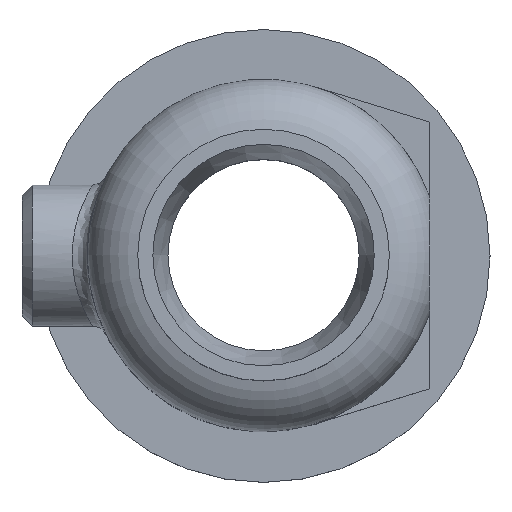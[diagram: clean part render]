
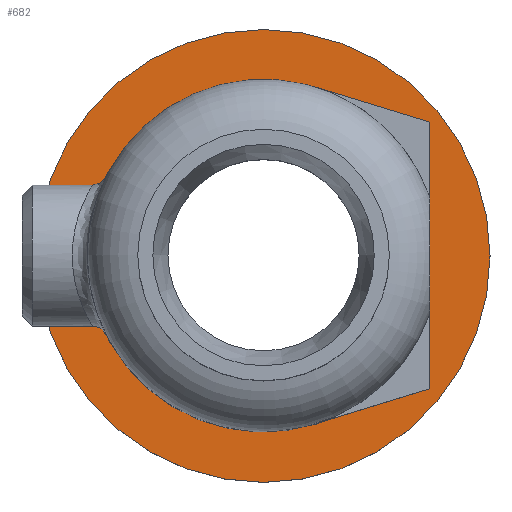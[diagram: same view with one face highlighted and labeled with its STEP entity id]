
A CAD part, top view. The second image highlights one B-rep face of the part: STEP entity #682.
In plain terms, the highlighted planar face has unit normal (0, 0, 1).
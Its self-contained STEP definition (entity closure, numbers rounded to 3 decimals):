
#26=PLANE('',#745);
#72=LINE('',#1560,#97);
#79=LINE('',#1617,#104);
#97=VECTOR('',#858,9.48);
#104=VECTOR('',#875,9.48);
#121=FACE_BOUND('',#254,.T.);
#202=FACE_OUTER_BOUND('',#253,.T.);
#253=EDGE_LOOP('',(#598));
#254=EDGE_LOOP('',(#599,#600,#601,#602));
#325=CIRCLE('',#711,35.);
#335=CIRCLE('',#746,45.);
#336=CIRCLE('',#747,28.);
#366=VERTEX_POINT('',#1126);
#367=VERTEX_POINT('',#1137);
#390=VERTEX_POINT('',#1559);
#395=VERTEX_POINT('',#1606);
#400=VERTEX_POINT('',#1631);
#431=EDGE_CURVE('',#367,#366,#325,.T.);
#462=EDGE_CURVE('',#367,#390,#72,.T.);
#473=EDGE_CURVE('',#395,#366,#79,.T.);
#478=EDGE_CURVE('',#400,#400,#335,.T.);
#479=EDGE_CURVE('',#390,#395,#336,.T.);
#598=ORIENTED_EDGE('',*,*,#478,.F.);
#599=ORIENTED_EDGE('',*,*,#431,.T.);
#600=ORIENTED_EDGE('',*,*,#473,.F.);
#601=ORIENTED_EDGE('',*,*,#479,.F.);
#602=ORIENTED_EDGE('',*,*,#462,.F.);
#682=ADVANCED_FACE('',(#202,#121),#26,.T.);
#711=AXIS2_PLACEMENT_3D('',#1138,#803,#804);
#745=AXIS2_PLACEMENT_3D('',#1630,#892,#893);
#746=AXIS2_PLACEMENT_3D('',#1632,#894,#895);
#747=AXIS2_PLACEMENT_3D('',#1633,#896,#897);
#803=DIRECTION('center_axis',(0.,0.,-1.));
#804=DIRECTION('ref_axis',(-1.,0.,0.));
#858=DIRECTION('',(0.,1.,0.));
#875=DIRECTION('',(0.,1.,0.));
#892=DIRECTION('center_axis',(0.,0.,1.));
#893=DIRECTION('ref_axis',(1.,0.,0.));
#894=DIRECTION('center_axis',(0.,0.,-1.));
#895=DIRECTION('ref_axis',(-1.,0.,0.));
#896=DIRECTION('center_axis',(0.,0.,1.));
#897=DIRECTION('ref_axis',(-1.,0.,0.));
#1126=CARTESIAN_POINT('',(21.,28.,47.));
#1137=CARTESIAN_POINT('',(21.,-28.,47.));
#1138=CARTESIAN_POINT('Origin',(0.,0.,47.));
#1559=CARTESIAN_POINT('',(21.,-18.52,47.));
#1560=CARTESIAN_POINT('',(21.,0.,47.));
#1606=CARTESIAN_POINT('',(21.,18.52,47.));
#1617=CARTESIAN_POINT('',(21.,0.,47.));
#1630=CARTESIAN_POINT('Origin',(-40.,0.,47.));
#1631=CARTESIAN_POINT('',(45.,0.,47.));
#1632=CARTESIAN_POINT('Origin',(0.,0.,47.));
#1633=CARTESIAN_POINT('Origin',(0.,0.,47.));
